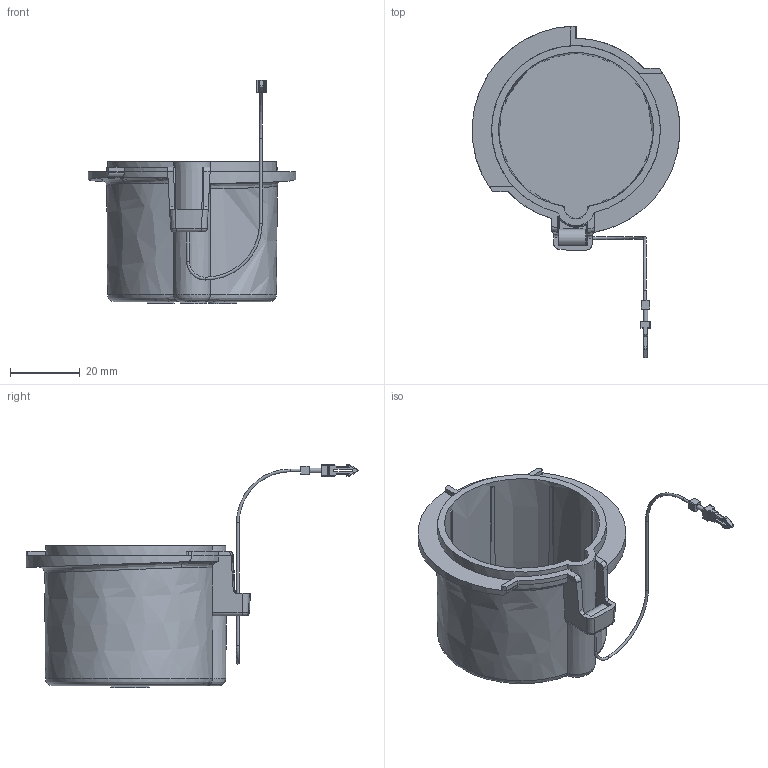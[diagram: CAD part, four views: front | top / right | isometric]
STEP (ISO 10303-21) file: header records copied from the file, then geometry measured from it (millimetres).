
FILE_DESCRIPTION (( 'STEP AP203' ), '1' );
FILE_NAME ('20163.STEP', '2023-03-20T12:10:05', ( '' ), ( '' ), 'SwSTEP 2.0', 'SolidWorks 2022', '' );
FILE_SCHEMA (( 'CONFIG_CONTROL_DESIGN' ));
Length unit declared in the file: millimetre
Products named in the file (1): 20163
Bounding box: 59.61 x 95.35 x 64.05 mm (x, y, z)
Volume: 19104.6 mm3; surface area: 18321.2 mm2
Topology: 2 solids, 2 shells, 317 faces, 795 edges, 480 vertices
Faces by surface type: plane 144, cylinder 86, bspline 34, torus 23, cone 19, sphere 11
Full cylindrical faces by diameter (mm): 0.8 x3, 1.3 x1, 5 x1
Entity records: 11444 total; most frequent: CARTESIAN_POINT 4308, ORIENTED_EDGE 1538, DIRECTION 1360, EDGE_CURVE 769, AXIS2_PLACEMENT_3D 479, VERTEX_POINT 475, LINE 402, VECTOR 402
